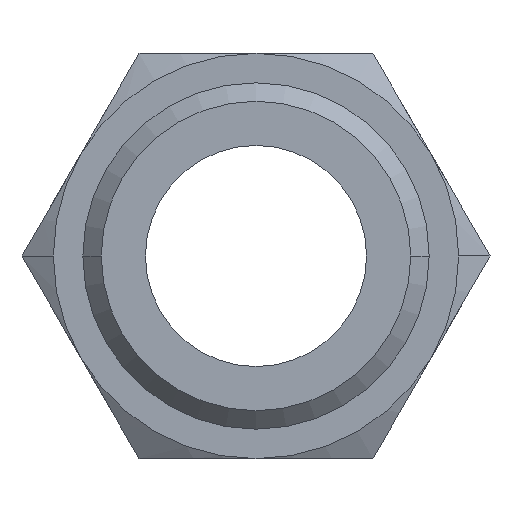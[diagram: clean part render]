
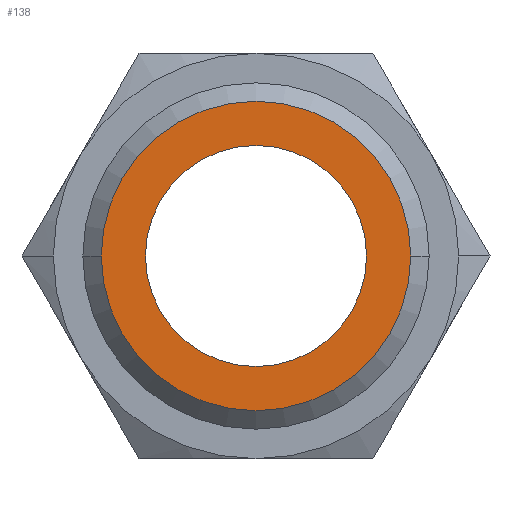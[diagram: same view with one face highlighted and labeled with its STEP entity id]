
A CAD part, front view. The second image highlights one B-rep face of the part: STEP entity #138.
In plain terms, the highlighted planar face has unit normal (0, -1, 0).
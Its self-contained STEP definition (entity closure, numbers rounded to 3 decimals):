
#138=ADVANCED_FACE('',(#278,#279),#280,.T.);
#278=FACE_BOUND('',#415,.T.);
#279=FACE_OUTER_BOUND('',#416,.T.);
#280=PLANE('',#417);
#415=EDGE_LOOP('',(#731,#732));
#416=EDGE_LOOP('',(#733,#734));
#417=AXIS2_PLACEMENT_3D('',#735,#736,#737);
#731=ORIENTED_EDGE('',*,*,#901,.T.);
#732=ORIENTED_EDGE('',*,*,#821,.T.);
#733=ORIENTED_EDGE('',*,*,#784,.F.);
#734=ORIENTED_EDGE('',*,*,#883,.F.);
#735=CARTESIAN_POINT('',(2.1,0.0,0.0));
#736=DIRECTION('',(-0.0,-1.0,-0.0));
#737=DIRECTION('',(-1.0,0.0,0.0));
#784=EDGE_CURVE('',#916,#919,#920,.T.);
#821=EDGE_CURVE('',#980,#982,#984,.T.);
#883=EDGE_CURVE('',#919,#916,#1063,.T.);
#901=EDGE_CURVE('',#982,#980,#1081,.T.);
#916=VERTEX_POINT('',#1108);
#919=VERTEX_POINT('',#1112);
#920=CIRCLE('',#1113,4.2);
#980=VERTEX_POINT('',#1234);
#982=VERTEX_POINT('',#1237);
#984=CIRCLE('',#1240,3.0);
#1063=CIRCLE('',#1498,4.2);
#1081=CIRCLE('',#1540,3.0);
#1108=CARTESIAN_POINT('',(4.2,0.0,0.0));
#1112=CARTESIAN_POINT('',(-4.2,0.0,0.));
#1113=AXIS2_PLACEMENT_3D('',#1563,#1564,#1565);
#1234=CARTESIAN_POINT('',(3.0,0.0,0.));
#1237=CARTESIAN_POINT('',(-3.0,0.0,0.));
#1240=AXIS2_PLACEMENT_3D('',#1625,#1626,#1627);
#1498=AXIS2_PLACEMENT_3D('',#1678,#1679,#1680);
#1540=AXIS2_PLACEMENT_3D('',#1695,#1696,#1697);
#1563=CARTESIAN_POINT('',(0.0,0.0,0.0));
#1564=DIRECTION('',(-0.0,1.0,0.0));
#1565=DIRECTION('',(1.0,0.0,0.0));
#1625=CARTESIAN_POINT('',(0.0,0.0,0.0));
#1626=DIRECTION('',(-0.0,1.0,0.0));
#1627=DIRECTION('',(1.0,0.0,0.0));
#1678=CARTESIAN_POINT('',(0.0,0.0,0.0));
#1679=DIRECTION('',(-0.0,1.0,0.0));
#1680=DIRECTION('',(1.0,0.0,0.0));
#1695=CARTESIAN_POINT('',(0.0,0.0,0.0));
#1696=DIRECTION('',(-0.0,1.0,0.0));
#1697=DIRECTION('',(1.0,0.0,0.0));
